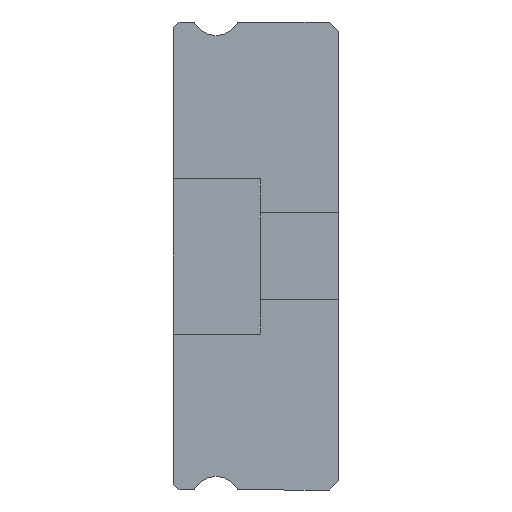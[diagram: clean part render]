
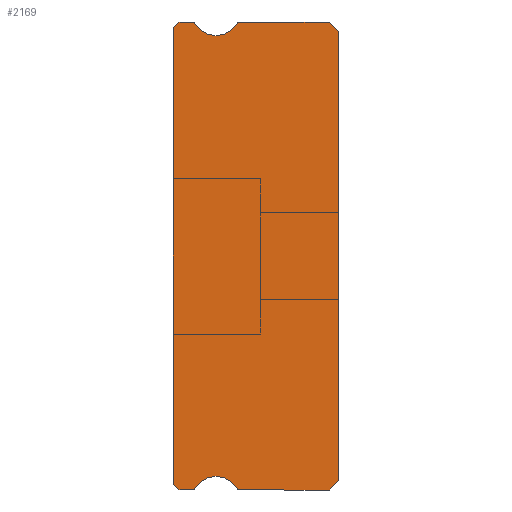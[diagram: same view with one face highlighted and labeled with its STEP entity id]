
A CAD part, left-side view. The second image highlights one B-rep face of the part: STEP entity #2169.
In plain terms, the highlighted planar face has unit normal (-1, 0, 0).
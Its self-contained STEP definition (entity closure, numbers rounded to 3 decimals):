
#53 = VERTEX_POINT ( 'NONE', #2801 ) ;
#88 = LINE ( 'NONE', #4824, #1697 ) ;
#106 = EDGE_CURVE ( 'NONE', #2454, #53, #5544, .T. ) ;
#131 = CARTESIAN_POINT ( 'NONE',  ( -5., 7.383, 11.925 ) ) ;
#132 = CARTESIAN_POINT ( 'NONE',  ( -5., 7.512, 11.85 ) ) ;
#183 = DIRECTION ( 'NONE',  ( 0., -0.707, -0.707 ) ) ;
#243 = CARTESIAN_POINT ( 'NONE',  ( -5., 7.383, -11.925 ) ) ;
#320 = ORIENTED_EDGE ( 'NONE', *, *, #2778, .F. ) ;
#329 = VERTEX_POINT ( 'NONE', #761 ) ;
#339 = DIRECTION ( 'NONE',  ( 0., 1., 0. ) ) ;
#390 = VERTEX_POINT ( 'NONE', #1745 ) ;
#405 = VECTOR ( 'NONE', #3526, 1000. ) ;
#409 = DIRECTION ( 'NONE',  ( 0., 0.707, -0.707 ) ) ;
#444 = EDGE_CURVE ( 'NONE', #4231, #1898, #2705, .T. ) ;
#485 = LINE ( 'NONE', #3447, #2631 ) ;
#517 = AXIS2_PLACEMENT_3D ( 'NONE', #4984, #2300, #653 ) ;
#565 = FACE_OUTER_BOUND ( 'NONE', #888, .T. ) ;
#641 = CARTESIAN_POINT ( 'NONE',  ( -5., 7.512, 11.85 ) ) ;
#653 = DIRECTION ( 'NONE',  ( 0., 0., -1. ) ) ;
#681 = VECTOR ( 'NONE', #4428, 1000. ) ;
#698 = EDGE_CURVE ( 'NONE', #1467, #2723, #4506, .T. ) ;
#756 = CARTESIAN_POINT ( 'NONE',  ( -5., 7.512, 12. ) ) ;
#761 = CARTESIAN_POINT ( 'NONE',  ( -5., 0., -11.5 ) ) ;
#808 = LINE ( 'NONE', #4624, #5193 ) ;
#834 = LINE ( 'NONE', #4304, #1846 ) ;
#846 = DIRECTION ( 'NONE',  ( 0., 0., -1. ) ) ;
#857 = VERTEX_POINT ( 'NONE', #3871 ) ;
#878 = DIRECTION ( 'NONE',  ( -1., 0., 0. ) ) ;
#888 = EDGE_LOOP ( 'NONE', ( #3511, #5184, #4147, #4729, #3925, #3039, #4912, #1619, #3051, #2899, #1450, #2178, #2824, #320, #1297, #3985, #4923 ) ) ;
#975 = EDGE_CURVE ( 'NONE', #2082, #390, #88, .T. ) ;
#996 = VERTEX_POINT ( 'NONE', #2781 ) ;
#1009 = CARTESIAN_POINT ( 'NONE',  ( -5., 0., -11.5 ) ) ;
#1103 = CIRCLE ( 'NONE', #2555, 1.25 ) ;
#1105 = VECTOR ( 'NONE', #183, 1000. ) ;
#1245 = DIRECTION ( 'NONE',  ( -1., 0., 0. ) ) ;
#1289 = LINE ( 'NONE', #3007, #4873 ) ;
#1297 = ORIENTED_EDGE ( 'NONE', *, *, #2085, .F. ) ;
#1352 = DIRECTION ( 'NONE',  ( 1., 0., 0. ) ) ;
#1438 = DIRECTION ( 'NONE',  ( 0., 0., -1. ) ) ;
#1450 = ORIENTED_EDGE ( 'NONE', *, *, #3379, .F. ) ;
#1463 = DIRECTION ( 'NONE',  ( 0., 0., -1. ) ) ;
#1465 = AXIS2_PLACEMENT_3D ( 'NONE', #2783, #1883, #5443 ) ;
#1467 = VERTEX_POINT ( 'NONE', #243 ) ;
#1565 = DIRECTION ( 'NONE',  ( 1., 0., 0. ) ) ;
#1619 = ORIENTED_EDGE ( 'NONE', *, *, #2537, .F. ) ;
#1697 = VECTOR ( 'NONE', #3542, 1000. ) ;
#1745 = CARTESIAN_POINT ( 'NONE',  ( -5., 8.5, 11.7 ) ) ;
#1800 = LINE ( 'NONE', #4427, #405 ) ;
#1846 = VECTOR ( 'NONE', #409, 1000. ) ;
#1868 = DIRECTION ( 'NONE',  ( 1., 0., 0. ) ) ;
#1883 = DIRECTION ( 'NONE',  ( 1., 0., 0. ) ) ;
#1898 = VERTEX_POINT ( 'NONE', #3998 ) ;
#1914 = EDGE_CURVE ( 'NONE', #857, #5582, #808, .T. ) ;
#1944 = CARTESIAN_POINT ( 'NONE',  ( -5., 8.5, -11.7 ) ) ;
#2082 = VERTEX_POINT ( 'NONE', #1944 ) ;
#2085 = EDGE_CURVE ( 'NONE', #2454, #4489, #3757, .T. ) ;
#2127 = VERTEX_POINT ( 'NONE', #2313 ) ;
#2169 = ADVANCED_FACE ( 'NONE', ( #565 ), #4004, .F. ) ;
#2178 = ORIENTED_EDGE ( 'NONE', *, *, #444, .F. ) ;
#2300 = DIRECTION ( 'NONE',  ( -1., 0., 0. ) ) ;
#2313 = CARTESIAN_POINT ( 'NONE',  ( -5., 6.3, 11.3 ) ) ;
#2321 = AXIS2_PLACEMENT_3D ( 'NONE', #641, #3609, #1463 ) ;
#2334 = AXIS2_PLACEMENT_3D ( 'NONE', #4718, #1352, #846 ) ;
#2388 = DIRECTION ( 'NONE',  ( 0., 0., -1. ) ) ;
#2411 = AXIS2_PLACEMENT_3D ( 'NONE', #132, #1868, #1438 ) ;
#2454 = VERTEX_POINT ( 'NONE', #3120 ) ;
#2525 = VERTEX_POINT ( 'NONE', #4585 ) ;
#2537 = EDGE_CURVE ( 'NONE', #329, #857, #3548, .T. ) ;
#2555 = AXIS2_PLACEMENT_3D ( 'NONE', #5231, #878, #3969 ) ;
#2612 = EDGE_CURVE ( 'NONE', #2525, #1467, #5022, .T. ) ;
#2631 = VECTOR ( 'NONE', #3509, 1000. ) ;
#2705 = CIRCLE ( 'NONE', #2334, 0.15 ) ;
#2723 = VERTEX_POINT ( 'NONE', #3495 ) ;
#2734 = VECTOR ( 'NONE', #2921, 1000. ) ;
#2778 = EDGE_CURVE ( 'NONE', #4489, #2127, #4764, .T. ) ;
#2781 = CARTESIAN_POINT ( 'NONE',  ( -5., 0.5, 12. ) ) ;
#2783 = CARTESIAN_POINT ( 'NONE',  ( -5., 5.088, -11.85 ) ) ;
#2801 = CARTESIAN_POINT ( 'NONE',  ( -5., 8.2, 12. ) ) ;
#2813 = LINE ( 'NONE', #3604, #1105 ) ;
#2824 = ORIENTED_EDGE ( 'NONE', *, *, #3716, .F. ) ;
#2866 = CARTESIAN_POINT ( 'NONE',  ( -5., 0., 11.5 ) ) ;
#2899 = ORIENTED_EDGE ( 'NONE', *, *, #5486, .F. ) ;
#2901 = CIRCLE ( 'NONE', #1465, 0.15 ) ;
#2921 = DIRECTION ( 'NONE',  ( 0., -1., 0. ) ) ;
#2931 = DIRECTION ( 'NONE',  ( 0., 0., -1. ) ) ;
#3007 = CARTESIAN_POINT ( 'NONE',  ( -5., 7.512, -12. ) ) ;
#3039 = ORIENTED_EDGE ( 'NONE', *, *, #3639, .F. ) ;
#3051 = ORIENTED_EDGE ( 'NONE', *, *, #4516, .T. ) ;
#3108 = VERTEX_POINT ( 'NONE', #2866 ) ;
#3120 = CARTESIAN_POINT ( 'NONE',  ( -5., 7.512, 12. ) ) ;
#3182 = CARTESIAN_POINT ( 'NONE',  ( -5., 8.2, -12. ) ) ;
#3305 = CARTESIAN_POINT ( 'NONE',  ( -5., 6.3, -12.55 ) ) ;
#3344 = CARTESIAN_POINT ( 'NONE',  ( -5., 5.217, 11.925 ) ) ;
#3378 = LINE ( 'NONE', #756, #2734 ) ;
#3379 = EDGE_CURVE ( 'NONE', #1898, #996, #3378, .T. ) ;
#3447 = CARTESIAN_POINT ( 'NONE',  ( -5., 0.5, 12. ) ) ;
#3495 = CARTESIAN_POINT ( 'NONE',  ( -5., 7.512, -12. ) ) ;
#3509 = DIRECTION ( 'NONE',  ( 0., -0.707, -0.707 ) ) ;
#3511 = ORIENTED_EDGE ( 'NONE', *, *, #975, .F. ) ;
#3526 = DIRECTION ( 'NONE',  ( 0., 0., 1. ) ) ;
#3542 = DIRECTION ( 'NONE',  ( 0., 0., 1. ) ) ;
#3548 = LINE ( 'NONE', #1009, #681 ) ;
#3604 = CARTESIAN_POINT ( 'NONE',  ( -5., 8.2, -12. ) ) ;
#3609 = DIRECTION ( 'NONE',  ( 1., 0., 0. ) ) ;
#3639 = EDGE_CURVE ( 'NONE', #5582, #2525, #2901, .T. ) ;
#3716 = EDGE_CURVE ( 'NONE', #2127, #4231, #1103, .T. ) ;
#3757 = CIRCLE ( 'NONE', #2321, 0.15 ) ;
#3871 = CARTESIAN_POINT ( 'NONE',  ( -5., 0.5, -12. ) ) ;
#3904 = EDGE_CURVE ( 'NONE', #2082, #4871, #2813, .T. ) ;
#3925 = ORIENTED_EDGE ( 'NONE', *, *, #2612, .F. ) ;
#3969 = DIRECTION ( 'NONE',  ( 0., 0., -1. ) ) ;
#3985 = ORIENTED_EDGE ( 'NONE', *, *, #106, .T. ) ;
#3998 = CARTESIAN_POINT ( 'NONE',  ( -5., 5.088, 12. ) ) ;
#4004 = PLANE ( 'NONE',  #2411 ) ;
#4089 = EDGE_CURVE ( 'NONE', #53, #390, #834, .T. ) ;
#4141 = DIRECTION ( 'NONE',  ( 0., 1., 0. ) ) ;
#4147 = ORIENTED_EDGE ( 'NONE', *, *, #5383, .T. ) ;
#4214 = CARTESIAN_POINT ( 'NONE',  ( -5., 8.2, 12. ) ) ;
#4231 = VERTEX_POINT ( 'NONE', #3344 ) ;
#4254 = DIRECTION ( 'NONE',  ( 0., -1., 0. ) ) ;
#4304 = CARTESIAN_POINT ( 'NONE',  ( -5., 8.5, 11.7 ) ) ;
#4427 = CARTESIAN_POINT ( 'NONE',  ( -5., 0., 11.5 ) ) ;
#4428 = DIRECTION ( 'NONE',  ( 0., 0.707, -0.707 ) ) ;
#4489 = VERTEX_POINT ( 'NONE', #131 ) ;
#4506 = CIRCLE ( 'NONE', #4955, 0.15 ) ;
#4516 = EDGE_CURVE ( 'NONE', #329, #3108, #1800, .T. ) ;
#4565 = CARTESIAN_POINT ( 'NONE',  ( -5., 7.512, -11.85 ) ) ;
#4585 = CARTESIAN_POINT ( 'NONE',  ( -5., 5.217, -11.925 ) ) ;
#4624 = CARTESIAN_POINT ( 'NONE',  ( -5., 7.512, -12. ) ) ;
#4718 = CARTESIAN_POINT ( 'NONE',  ( -5., 5.088, 11.85 ) ) ;
#4729 = ORIENTED_EDGE ( 'NONE', *, *, #698, .F. ) ;
#4760 = AXIS2_PLACEMENT_3D ( 'NONE', #3305, #1245, #2931 ) ;
#4764 = CIRCLE ( 'NONE', #517, 1.25 ) ;
#4824 = CARTESIAN_POINT ( 'NONE',  ( -5., 8.5, 11.85 ) ) ;
#4871 = VERTEX_POINT ( 'NONE', #3182 ) ;
#4873 = VECTOR ( 'NONE', #4254, 1000. ) ;
#4912 = ORIENTED_EDGE ( 'NONE', *, *, #1914, .F. ) ;
#4923 = ORIENTED_EDGE ( 'NONE', *, *, #4089, .T. ) ;
#4955 = AXIS2_PLACEMENT_3D ( 'NONE', #4565, #1565, #2388 ) ;
#4984 = CARTESIAN_POINT ( 'NONE',  ( -5., 6.3, 12.55 ) ) ;
#5022 = CIRCLE ( 'NONE', #4760, 1.25 ) ;
#5184 = ORIENTED_EDGE ( 'NONE', *, *, #3904, .T. ) ;
#5193 = VECTOR ( 'NONE', #4141, 1000. ) ;
#5231 = CARTESIAN_POINT ( 'NONE',  ( -5., 6.3, 12.55 ) ) ;
#5318 = VECTOR ( 'NONE', #339, 1000. ) ;
#5383 = EDGE_CURVE ( 'NONE', #4871, #2723, #1289, .T. ) ;
#5443 = DIRECTION ( 'NONE',  ( 0., 0., -1. ) ) ;
#5486 = EDGE_CURVE ( 'NONE', #996, #3108, #485, .T. ) ;
#5544 = LINE ( 'NONE', #4214, #5318 ) ;
#5582 = VERTEX_POINT ( 'NONE', #5601 ) ;
#5601 = CARTESIAN_POINT ( 'NONE',  ( -5., 5.088, -12. ) ) ;
